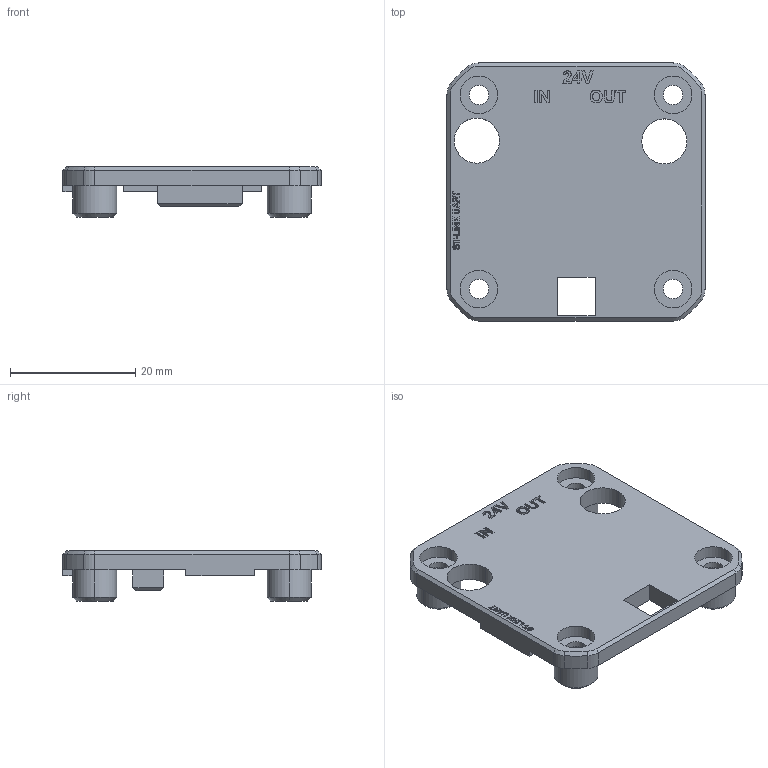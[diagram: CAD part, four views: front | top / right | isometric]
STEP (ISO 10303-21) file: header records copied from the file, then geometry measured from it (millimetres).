
FILE_DESCRIPTION (( 'STEP AP203' ), '1' );
FILE_NAME ('motor42-br-top v164 v1.STEP', '2023-12-10T12:25:09', ( '' ), ( '' ), 'SwSTEP 2.0', 'SolidWorks 2022', '' );
FILE_SCHEMA (( 'CONFIG_CONTROL_DESIGN' ));
Length unit declared in the file: millimetre
Products named in the file (1): motor42-br-top v164 v1
Bounding box: 41.2 x 41.2 x 8 mm (x, y, z)
Volume: 5320.4 mm3; surface area: 4708.9 mm2
Topology: 1 solids, 1 shells, 376 faces, 986 edges, 648 vertices
Faces by surface type: plane 201, bspline 107, cylinder 48, cone 20
Entity records: 12633 total; most frequent: CARTESIAN_POINT 3902, ORIENTED_EDGE 1972, DIRECTION 1420, EDGE_CURVE 986, VERTEX_POINT 648, LINE 648, VECTOR 648, EDGE_LOOP 426
